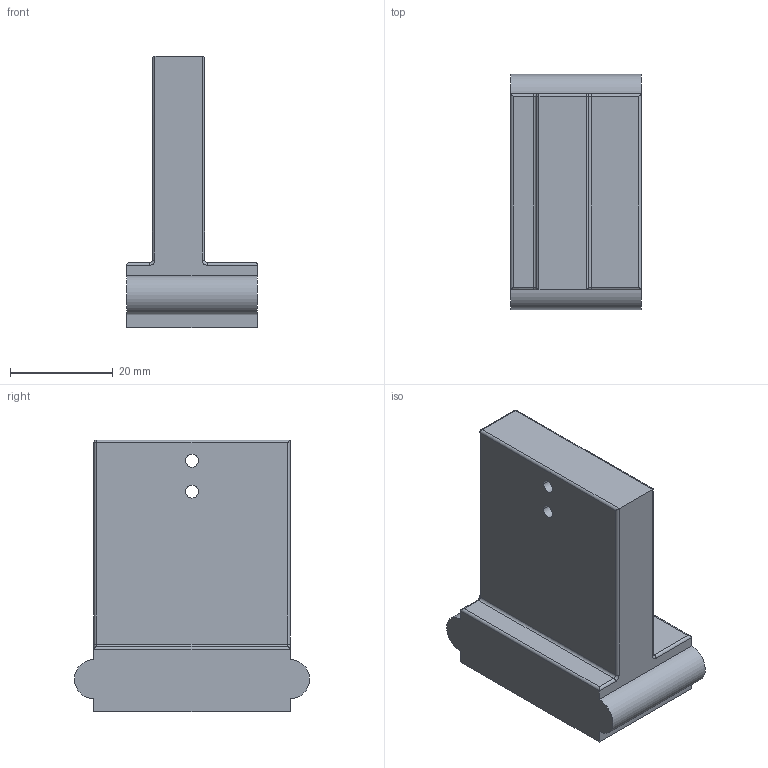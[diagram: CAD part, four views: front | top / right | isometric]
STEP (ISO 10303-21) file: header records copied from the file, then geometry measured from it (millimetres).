
FILE_DESCRIPTION (( 'STEP AP203' ), '1' );
FILE_NAME ('puma_gripper_arm_Default_sldprt.STEP', '2021-12-14T20:35:21', ( 'China' ), ( 'Home' ), 'SwSTEP 2.0', 'SolidWorks 2020', '' );
FILE_SCHEMA (( 'CONFIG_CONTROL_DESIGN' ));
Length unit declared in the file: inch
Products named in the file (1): puma_gripper_arm_Default_sldprt
Bounding box: 25.4 x 45.72 x 52.8 mm (x, y, z)
Volume: 28837.6 mm3; surface area: 7776.5 mm2
Topology: 1 solids, 1 shells, 39 faces, 93 edges, 54 vertices
Faces by surface type: cylinder 21, plane 12, torus 4, sphere 2
Entity records: 1186 total; most frequent: CARTESIAN_POINT 203, DIRECTION 199, ORIENTED_EDGE 182, EDGE_CURVE 91, AXIS2_PLACEMENT_3D 74, VERTEX_POINT 54, VECTOR 51, LINE 51
